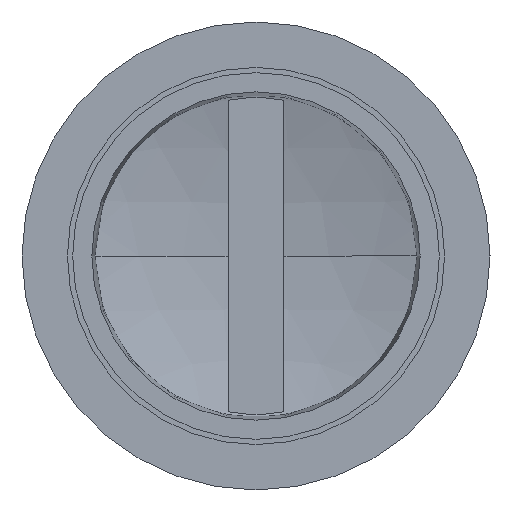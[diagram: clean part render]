
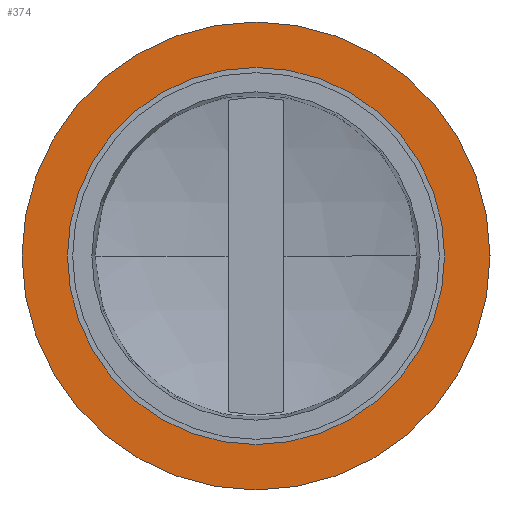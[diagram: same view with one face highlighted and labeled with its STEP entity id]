
A CAD part, front view. The second image highlights one B-rep face of the part: STEP entity #374.
In plain terms, the highlighted planar face has unit normal (0, -1, 0).
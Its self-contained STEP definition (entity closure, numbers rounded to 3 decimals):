
#5 = DIRECTION ( 'NONE',  ( 1., 0., 0. ) ) ;
#12 = FACE_OUTER_BOUND ( 'NONE', #204, .T. ) ;
#17 = DIRECTION ( 'NONE',  ( 0., 1., 0. ) ) ;
#41 = DIRECTION ( 'NONE',  ( -1., 0., 0. ) ) ;
#62 = CIRCLE ( 'NONE', #112, 27. ) ;
#67 = EDGE_CURVE ( 'NONE', #141, #507, #568, .T. ) ;
#76 = VERTEX_POINT ( 'NONE', #440 ) ;
#83 = ORIENTED_EDGE ( 'NONE', *, *, #419, .F. ) ;
#107 = CARTESIAN_POINT ( 'NONE',  ( 33.5, -2.5, 0. ) ) ;
#112 = AXIS2_PLACEMENT_3D ( 'NONE', #397, #457, #41 ) ;
#134 = EDGE_LOOP ( 'NONE', ( #505, #598 ) ) ;
#141 = VERTEX_POINT ( 'NONE', #495 ) ;
#169 = DIRECTION ( 'NONE',  ( 0., 1., 0. ) ) ;
#204 = EDGE_LOOP ( 'NONE', ( #383, #83 ) ) ;
#215 = DIRECTION ( 'NONE',  ( 0., -1., 0. ) ) ;
#219 = AXIS2_PLACEMENT_3D ( 'NONE', #349, #17, #444 ) ;
#226 = VERTEX_POINT ( 'NONE', #315 ) ;
#227 = DIRECTION ( 'NONE',  ( -1., 0., 0. ) ) ;
#263 = AXIS2_PLACEMENT_3D ( 'NONE', #545, #437, #227 ) ;
#311 = CIRCLE ( 'NONE', #498, 27. ) ;
#315 = CARTESIAN_POINT ( 'NONE',  ( 27., -2.5, 0. ) ) ;
#349 = CARTESIAN_POINT ( 'NONE',  ( 0., -2.5, 0. ) ) ;
#360 = FACE_BOUND ( 'NONE', #134, .T. ) ;
#374 = ADVANCED_FACE ( 'NONE', ( #360, #12 ), #638, .T. ) ;
#383 = ORIENTED_EDGE ( 'NONE', *, *, #67, .F. ) ;
#397 = CARTESIAN_POINT ( 'NONE',  ( 0., -2.5, 0. ) ) ;
#419 = EDGE_CURVE ( 'NONE', #507, #141, #588, .T. ) ;
#437 = DIRECTION ( 'NONE',  ( 0., 1., 0. ) ) ;
#440 = CARTESIAN_POINT ( 'NONE',  ( -27., -2.5, 0. ) ) ;
#444 = DIRECTION ( 'NONE',  ( -1., 0., 0. ) ) ;
#457 = DIRECTION ( 'NONE',  ( 0., 1., 0. ) ) ;
#477 = CARTESIAN_POINT ( 'NONE',  ( -27., -2.5, 0. ) ) ;
#479 = CARTESIAN_POINT ( 'NONE',  ( 0., -2.5, 0. ) ) ;
#495 = CARTESIAN_POINT ( 'NONE',  ( -33.5, -2.5, 0. ) ) ;
#498 = AXIS2_PLACEMENT_3D ( 'NONE', #479, #169, #591 ) ;
#505 = ORIENTED_EDGE ( 'NONE', *, *, #506, .T. ) ;
#506 = EDGE_CURVE ( 'NONE', #76, #226, #311, .T. ) ;
#507 = VERTEX_POINT ( 'NONE', #107 ) ;
#545 = CARTESIAN_POINT ( 'NONE',  ( 0., -2.5, 0. ) ) ;
#568 = CIRCLE ( 'NONE', #219, 33.5 ) ;
#588 = CIRCLE ( 'NONE', #263, 33.5 ) ;
#591 = DIRECTION ( 'NONE',  ( -1., 0., 0. ) ) ;
#598 = ORIENTED_EDGE ( 'NONE', *, *, #629, .T. ) ;
#629 = EDGE_CURVE ( 'NONE', #226, #76, #62, .T. ) ;
#638 = PLANE ( 'NONE',  #662 ) ;
#662 = AXIS2_PLACEMENT_3D ( 'NONE', #477, #215, #5 ) ;
